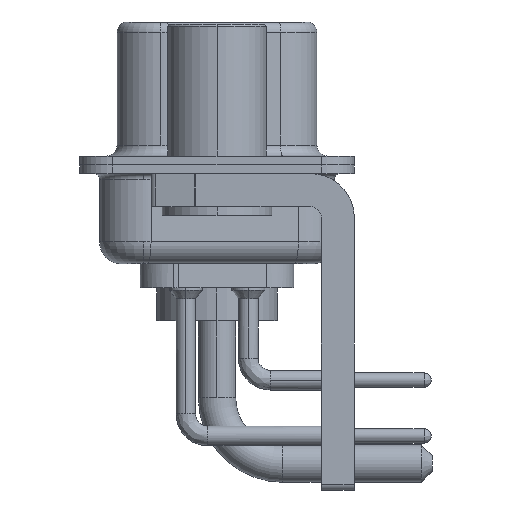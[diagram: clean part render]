
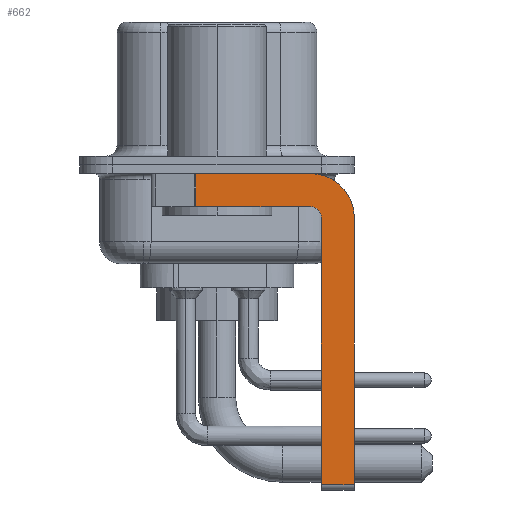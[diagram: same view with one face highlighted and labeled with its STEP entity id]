
A CAD part, left-side view. The second image highlights one B-rep face of the part: STEP entity #662.
In plain terms, the highlighted planar face has unit normal (-1, 0, 0).
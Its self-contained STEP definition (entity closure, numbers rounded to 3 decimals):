
#171 = EDGE_CURVE ( 'NONE', #827, #20012, #2839, .T. ) ;
#346 = AXIS2_PLACEMENT_3D ( 'NONE', #9156, #7390, #20746 ) ;
#570 = CIRCLE ( 'NONE', #16457, 0.5 ) ;
#586 = ORIENTED_EDGE ( 'NONE', *, *, #18741, .F. ) ;
#662 = ADVANCED_FACE ( 'NONE', ( #4695 ), #13017, .F. ) ;
#827 = VERTEX_POINT ( 'NONE', #5112 ) ;
#895 = DIRECTION ( 'NONE',  ( -1., 0., 0. ) ) ;
#1093 = CARTESIAN_POINT ( 'NONE',  ( -2.9, 0.978, -1.9 ) ) ;
#1397 = CARTESIAN_POINT ( 'NONE',  ( -2.9, -4.75, -2.4 ) ) ;
#1470 = CARTESIAN_POINT ( 'NONE',  ( -2.9, -4.25, -2.4 ) ) ;
#2839 = LINE ( 'NONE', #14798, #12963 ) ;
#2931 = VERTEX_POINT ( 'NONE', #2939 ) ;
#2939 = CARTESIAN_POINT ( 'NONE',  ( -2.9, 0.978, -0.4 ) ) ;
#3080 = ORIENTED_EDGE ( 'NONE', *, *, #15850, .F. ) ;
#3582 = CARTESIAN_POINT ( 'NONE',  ( -2.9, 3., -0.4 ) ) ;
#3753 = LINE ( 'NONE', #12525, #19718 ) ;
#4026 = EDGE_CURVE ( 'NONE', #7780, #20240, #18702, .T. ) ;
#4175 = VERTEX_POINT ( 'NONE', #17576 ) ;
#4695 = FACE_OUTER_BOUND ( 'NONE', #14774, .T. ) ;
#5112 = CARTESIAN_POINT ( 'NONE',  ( -2.9, -4.25, -1.9 ) ) ;
#5302 = LINE ( 'NONE', #10392, #14322 ) ;
#5409 = DIRECTION ( 'NONE',  ( 0., 0., -1. ) ) ;
#5563 = VERTEX_POINT ( 'NONE', #10754 ) ;
#5661 = DIRECTION ( 'NONE',  ( 0., 0., 1. ) ) ;
#6428 = ORIENTED_EDGE ( 'NONE', *, *, #20731, .F. ) ;
#7330 = LINE ( 'NONE', #14094, #12359 ) ;
#7390 = DIRECTION ( 'NONE',  ( 1., 0., 0. ) ) ;
#7780 = VERTEX_POINT ( 'NONE', #21476 ) ;
#9156 = CARTESIAN_POINT ( 'NONE',  ( -2.9, -4.25, -2.4 ) ) ;
#9346 = CARTESIAN_POINT ( 'NONE',  ( -2.9, -6.25, -2.4 ) ) ;
#10392 = CARTESIAN_POINT ( 'NONE',  ( -2.9, -4.25, -14.55 ) ) ;
#10754 = CARTESIAN_POINT ( 'NONE',  ( -2.9, -6.25, -14.55 ) ) ;
#10765 = VERTEX_POINT ( 'NONE', #1397 ) ;
#12359 = VECTOR ( 'NONE', #5661, 1000. ) ;
#12525 = CARTESIAN_POINT ( 'NONE',  ( -2.9, -6.25, -2.4 ) ) ;
#12892 = ORIENTED_EDGE ( 'NONE', *, *, #171, .F. ) ;
#12963 = VECTOR ( 'NONE', #13460, 1000. ) ;
#13017 = PLANE ( 'NONE',  #17896 ) ;
#13460 = DIRECTION ( 'NONE',  ( 0., 1., 0. ) ) ;
#14094 = CARTESIAN_POINT ( 'NONE',  ( -2.9, -4.75, -14.8 ) ) ;
#14322 = VECTOR ( 'NONE', #17154, 1000. ) ;
#14392 = DIRECTION ( 'NONE',  ( 0., 0., -1. ) ) ;
#14505 = LINE ( 'NONE', #1093, #17670 ) ;
#14774 = EDGE_LOOP ( 'NONE', ( #586, #16119, #12892, #3080, #6428, #20747, #20958, #14972 ) ) ;
#14798 = CARTESIAN_POINT ( 'NONE',  ( -2.9, -4.25, -1.9 ) ) ;
#14968 = EDGE_CURVE ( 'NONE', #4175, #5563, #5302, .T. ) ;
#14972 = ORIENTED_EDGE ( 'NONE', *, *, #4026, .F. ) ;
#15850 = EDGE_CURVE ( 'NONE', #10765, #827, #570, .T. ) ;
#16119 = ORIENTED_EDGE ( 'NONE', *, *, #21287, .T. ) ;
#16429 = DIRECTION ( 'NONE',  ( 1., 0., 0. ) ) ;
#16457 = AXIS2_PLACEMENT_3D ( 'NONE', #19018, #895, #19133 ) ;
#16536 = DIRECTION ( 'NONE',  ( 0., 0., -1. ) ) ;
#16981 = DIRECTION ( 'NONE',  ( 0., -1., 0. ) ) ;
#17154 = DIRECTION ( 'NONE',  ( 0., -1., 0. ) ) ;
#17576 = CARTESIAN_POINT ( 'NONE',  ( -2.9, -4.75, -14.55 ) ) ;
#17670 = VECTOR ( 'NONE', #14392, 1000. ) ;
#17896 = AXIS2_PLACEMENT_3D ( 'NONE', #1470, #16429, #16536 ) ;
#18702 = CIRCLE ( 'NONE', #346, 2. ) ;
#18741 = EDGE_CURVE ( 'NONE', #2931, #7780, #20046, .T. ) ;
#18846 = CARTESIAN_POINT ( 'NONE',  ( -2.9, 0.978, -1.9 ) ) ;
#19018 = CARTESIAN_POINT ( 'NONE',  ( -2.9, -4.25, -2.4 ) ) ;
#19133 = DIRECTION ( 'NONE',  ( 0., 0., 1. ) ) ;
#19683 = VECTOR ( 'NONE', #16981, 1000. ) ;
#19713 = EDGE_CURVE ( 'NONE', #20240, #5563, #3753, .T. ) ;
#19718 = VECTOR ( 'NONE', #5409, 1000. ) ;
#20012 = VERTEX_POINT ( 'NONE', #18846 ) ;
#20046 = LINE ( 'NONE', #3582, #19683 ) ;
#20240 = VERTEX_POINT ( 'NONE', #9346 ) ;
#20731 = EDGE_CURVE ( 'NONE', #4175, #10765, #7330, .T. ) ;
#20747 = ORIENTED_EDGE ( 'NONE', *, *, #14968, .T. ) ;
#20746 = DIRECTION ( 'NONE',  ( 0., 0., -1. ) ) ;
#20958 = ORIENTED_EDGE ( 'NONE', *, *, #19713, .F. ) ;
#21287 = EDGE_CURVE ( 'NONE', #2931, #20012, #14505, .T. ) ;
#21476 = CARTESIAN_POINT ( 'NONE',  ( -2.9, -4.25, -0.4 ) ) ;
